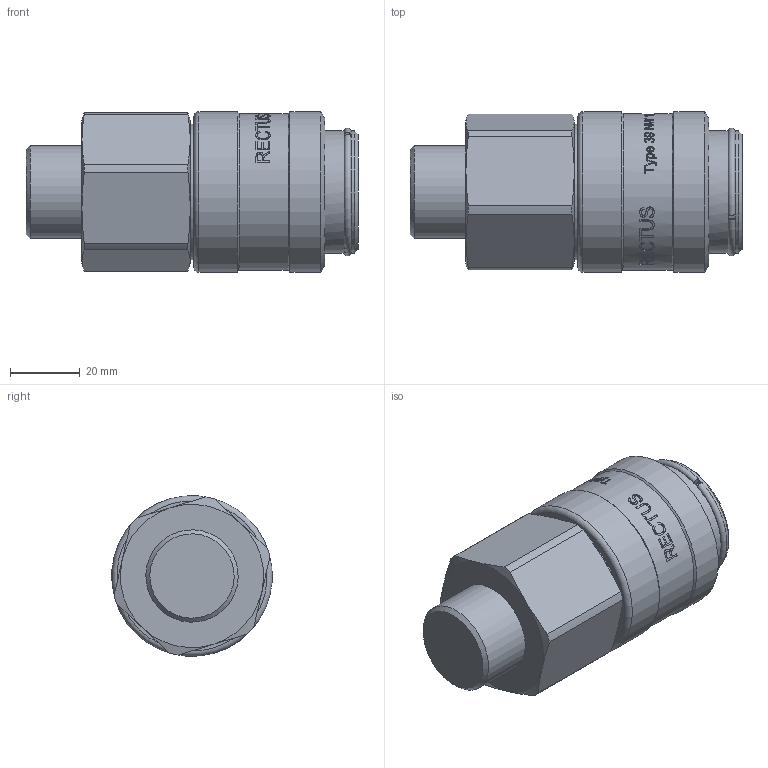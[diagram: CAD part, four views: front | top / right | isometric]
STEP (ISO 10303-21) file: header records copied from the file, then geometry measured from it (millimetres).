
FILE_DESCRIPTION((''),'2;1');
FILE_NAME('39kbaw26mpn.stp','2012-11-09T08:44:56',('IA176480'),(''),'Autodesk Inventor 2011','Autodesk Inventor 2011','');
FILE_SCHEMA(('AUTOMOTIVE_DESIGN { 1 0 10303 214 1 1 1 1 }'));
Length unit declared in the file: millimetre
Products named in the file (1): D104960
Bounding box: 95 x 45.89 x 45.89 mm (x, y, z)
Volume: 116794.5 mm3; surface area: 31052.9 mm2
Topology: 2 solids, 3 shells, 512 faces, 1332 edges, 880 vertices
Faces by surface type: bspline 228, plane 184, cylinder 68, cone 28, torus 4
Full cylindrical faces by diameter (mm): 26.441 x1, 30.856 x1, 31.5 x1, 32 x1, 32.6 x1, 35 x4, 36 x1, 38.8 x1, 39.4 x1, 41.5 x1, 45 x1, 46 x2
Entity records: 71646 total; most frequent: CARTESIAN_POINT 60526, ORIENTED_EDGE 2588, DIRECTION 1375, EDGE_CURVE 1294, VERTEX_POINT 875, B_SPLINE_CURVE_WITH_KNOTS 629, EDGE_LOOP 605, FACE_OUTER_BOUND 512
